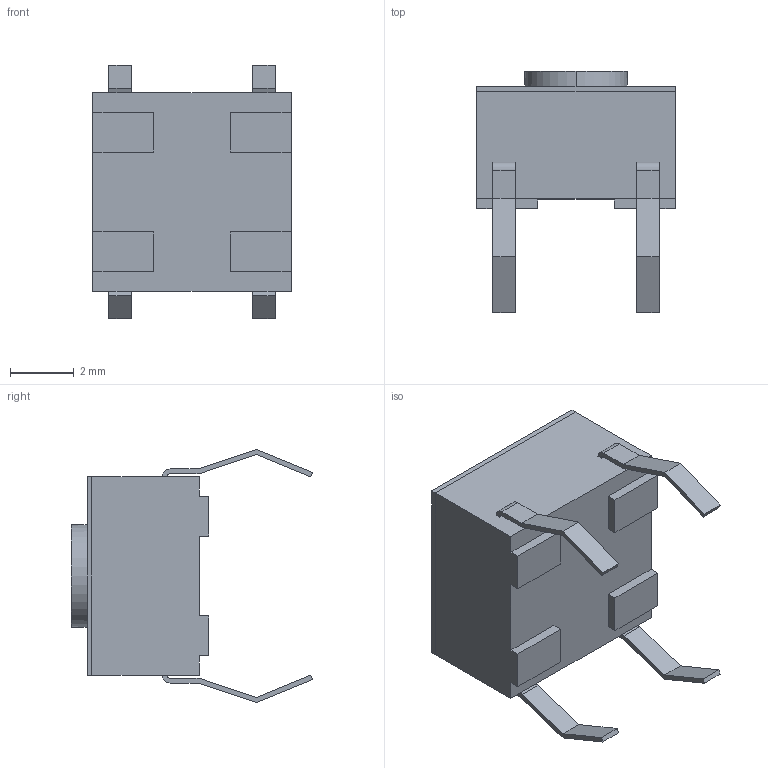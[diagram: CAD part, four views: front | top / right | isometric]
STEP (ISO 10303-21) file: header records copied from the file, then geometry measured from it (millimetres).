
FILE_DESCRIPTION (( 'STEP AP214' ), '1' );
FILE_NAME ('D5842B1D-0CAD-41CF-85BF-33B5CC0FBBBC.STEP', '2008-10-23T16:14:37', ( 'sysAdmin' ), ( 'SolidWorks' ), 'SwSTEP 2.0', 'SolidWorks 2009', '' );
FILE_SCHEMA (( 'AUTOMOTIVE_DESIGN' ));
Length unit declared in the file: millimetre
Products named in the file (1): D5842B1D-0CAD-41CF-85BF-33B5CC0FBBBC
Bounding box: 6.2 x 7.56 x 7.92 mm (x, y, z)
Volume: 143.5 mm3; surface area: 307.6 mm2
Topology: 11 solids, 11 shells, 104 faces, 246 edges, 164 vertices
Faces by surface type: plane 78, cylinder 24, cone 2
Entity records: 3122 total; most frequent: CARTESIAN_POINT 515, DIRECTION 508, ORIENTED_EDGE 492, EDGE_CURVE 246, VECTOR 194, LINE 194, VERTEX_POINT 164, AXIS2_PLACEMENT_3D 157
